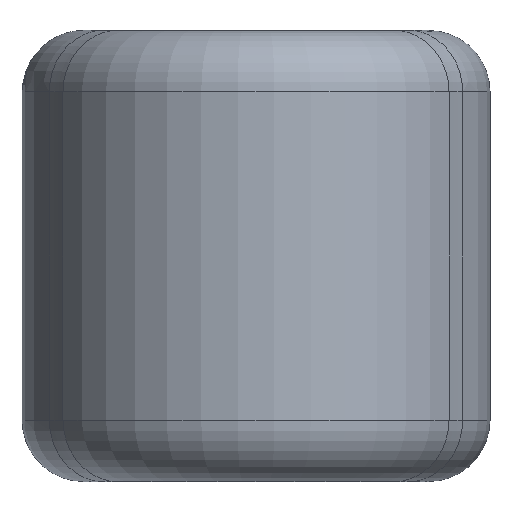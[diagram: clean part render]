
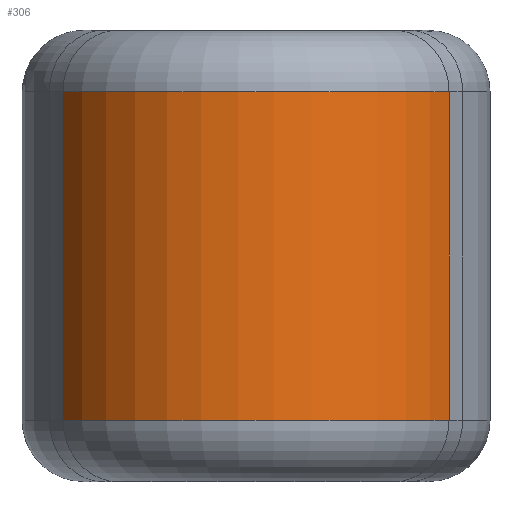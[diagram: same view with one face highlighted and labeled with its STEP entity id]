
A CAD part, front view. The second image highlights one B-rep face of the part: STEP entity #306.
In plain terms, the highlighted cylindrical face has radius 10.5 mm (diameter 21 mm), a partial arc.
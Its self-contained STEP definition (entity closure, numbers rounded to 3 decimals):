
#265=CARTESIAN_POINT('',(0.,0.,40.));
#266=DIRECTION('',(0.,0.,-1.));
#267=DIRECTION('',(-1.,0.,0.));
#268=AXIS2_PLACEMENT_3D('',#265,#266,#267);
#269=CYLINDRICAL_SURFACE('',#268,10.5);
#270=CARTESIAN_POINT('',(-9.414,-4.65,19.));
#271=VERTEX_POINT('',#270);
#272=CARTESIAN_POINT('',(-9.414,-4.65,3.));
#273=VERTEX_POINT('',#272);
#274=CARTESIAN_POINT('',(-9.414,-4.65,19.));
#275=DIRECTION('',(0.,0.,-1.));
#276=VECTOR('',#275,16.);
#277=LINE('',#274,#276);
#278=EDGE_CURVE('',#271,#273,#277,.T.);
#279=ORIENTED_EDGE('',*,*,#278,.T.);
#280=CARTESIAN_POINT('',(9.414,-4.65,3.));
#281=VERTEX_POINT('',#280);
#282=CARTESIAN_POINT('',(0.,0.,3.));
#283=DIRECTION('',(0.,0.,1.));
#284=DIRECTION('',(1.,0.,-0.));
#285=AXIS2_PLACEMENT_3D('',#282,#283,#284);
#286=CIRCLE('',#285,10.5);
#287=EDGE_CURVE('',#273,#281,#286,.T.);
#288=ORIENTED_EDGE('',*,*,#287,.T.);
#289=CARTESIAN_POINT('',(9.414,-4.65,19.));
#290=VERTEX_POINT('',#289);
#291=CARTESIAN_POINT('',(9.414,-4.65,3.));
#292=DIRECTION('',(-0.,-0.,1.));
#293=VECTOR('',#292,16.);
#294=LINE('',#291,#293);
#295=EDGE_CURVE('',#281,#290,#294,.T.);
#296=ORIENTED_EDGE('',*,*,#295,.T.);
#297=CARTESIAN_POINT('',(0.,0.,19.));
#298=DIRECTION('',(-0.,-0.,-1.));
#299=DIRECTION('',(1.,0.,-0.));
#300=AXIS2_PLACEMENT_3D('',#297,#298,#299);
#301=CIRCLE('',#300,10.5);
#302=EDGE_CURVE('',#290,#271,#301,.T.);
#303=ORIENTED_EDGE('',*,*,#302,.T.);
#304=EDGE_LOOP('',(#279,#288,#296,#303));
#305=FACE_BOUND('',#304,.T.);
#306=ADVANCED_FACE('',(#305),#269,.T.);
